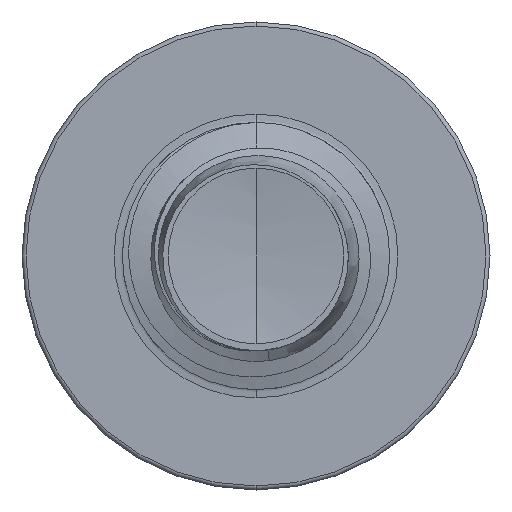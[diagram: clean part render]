
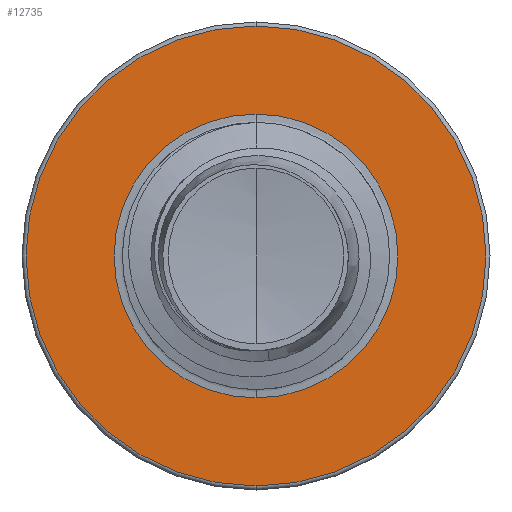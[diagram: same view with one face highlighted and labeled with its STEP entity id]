
A CAD part, front view. The second image highlights one B-rep face of the part: STEP entity #12735.
In plain terms, the highlighted planar face has unit normal (0, -1, 0).
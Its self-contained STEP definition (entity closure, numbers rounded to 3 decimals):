
#688 = DIRECTION ( 'NONE',  ( 0., 1., 0. ) ) ;
#911 = CARTESIAN_POINT ( 'NONE',  ( 0., 5.5, 0. ) ) ;
#1287 = AXIS2_PLACEMENT_3D ( 'NONE', #12552, #5919, #13599 ) ;
#1672 = VERTEX_POINT ( 'NONE', #3664 ) ;
#2118 = DIRECTION ( 'NONE',  ( 0., 0., 1. ) ) ;
#2345 = FACE_OUTER_BOUND ( 'NONE', #11575, .T. ) ;
#2527 = CARTESIAN_POINT ( 'NONE',  ( 0., 5.5, -5.16 ) ) ;
#2537 = CIRCLE ( 'NONE', #13795, 5.16 ) ;
#2752 = DIRECTION ( 'NONE',  ( 0., 0., 1. ) ) ;
#3577 = CIRCLE ( 'NONE', #6551, 3.186 ) ;
#3664 = CARTESIAN_POINT ( 'NONE',  ( 0., 5.5, 5.16 ) ) ;
#3837 = PLANE ( 'NONE',  #10603 ) ;
#4598 = CARTESIAN_POINT ( 'NONE',  ( 0., 5.5, -3.186 ) ) ;
#5506 = DIRECTION ( 'NONE',  ( 0., 1., 0. ) ) ;
#5877 = CIRCLE ( 'NONE', #11669, 5.16 ) ;
#5919 = DIRECTION ( 'NONE',  ( 0., 1., 0. ) ) ;
#6084 = CARTESIAN_POINT ( 'NONE',  ( 0., 5.5, -3.186 ) ) ;
#6551 = AXIS2_PLACEMENT_3D ( 'NONE', #911, #8941, #2118 ) ;
#7083 = CARTESIAN_POINT ( 'NONE',  ( 0., 5.5, 3.186 ) ) ;
#7550 = CARTESIAN_POINT ( 'NONE',  ( 0., 5.5, 0. ) ) ;
#7673 = VERTEX_POINT ( 'NONE', #2527 ) ;
#7804 = ORIENTED_EDGE ( 'NONE', *, *, #13199, .T. ) ;
#8701 = DIRECTION ( 'NONE',  ( 0., 0., 1. ) ) ;
#8712 = FACE_BOUND ( 'NONE', #13494, .T. ) ;
#8941 = DIRECTION ( 'NONE',  ( 0., 1., 0. ) ) ;
#9535 = DIRECTION ( 'NONE',  ( 0., 1., 0. ) ) ;
#9573 = VERTEX_POINT ( 'NONE', #7083 ) ;
#9782 = CIRCLE ( 'NONE', #1287, 3.186 ) ;
#10459 = EDGE_CURVE ( 'NONE', #7673, #1672, #5877, .T. ) ;
#10603 = AXIS2_PLACEMENT_3D ( 'NONE', #6084, #9535, #2752 ) ;
#10630 = ORIENTED_EDGE ( 'NONE', *, *, #10459, .F. ) ;
#10641 = EDGE_CURVE ( 'NONE', #1672, #7673, #2537, .T. ) ;
#11006 = VERTEX_POINT ( 'NONE', #4598 ) ;
#11151 = EDGE_CURVE ( 'NONE', #9573, #11006, #9782, .T. ) ;
#11303 = ORIENTED_EDGE ( 'NONE', *, *, #11151, .T. ) ;
#11575 = EDGE_LOOP ( 'NONE', ( #11706, #10630 ) ) ;
#11669 = AXIS2_PLACEMENT_3D ( 'NONE', #7550, #688, #8701 ) ;
#11706 = ORIENTED_EDGE ( 'NONE', *, *, #10641, .F. ) ;
#12154 = CARTESIAN_POINT ( 'NONE',  ( 0., 5.5, 0. ) ) ;
#12552 = CARTESIAN_POINT ( 'NONE',  ( 0., 5.5, 0. ) ) ;
#12735 = ADVANCED_FACE ( 'NONE', ( #2345, #8712 ), #3837, .F. ) ;
#13188 = DIRECTION ( 'NONE',  ( 0., 0., 1. ) ) ;
#13199 = EDGE_CURVE ( 'NONE', #11006, #9573, #3577, .T. ) ;
#13494 = EDGE_LOOP ( 'NONE', ( #11303, #7804 ) ) ;
#13599 = DIRECTION ( 'NONE',  ( 0., 0., 1. ) ) ;
#13795 = AXIS2_PLACEMENT_3D ( 'NONE', #12154, #5506, #13188 ) ;
